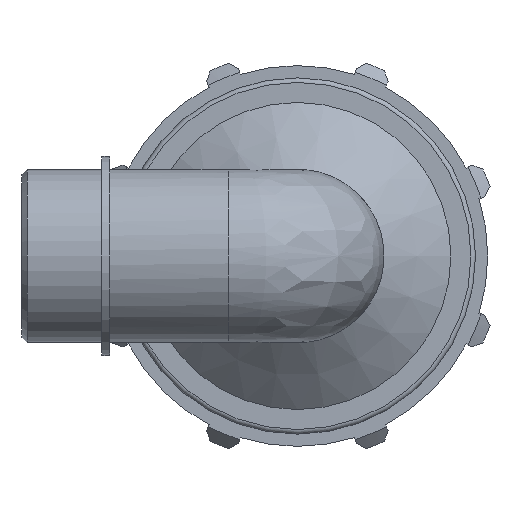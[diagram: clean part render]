
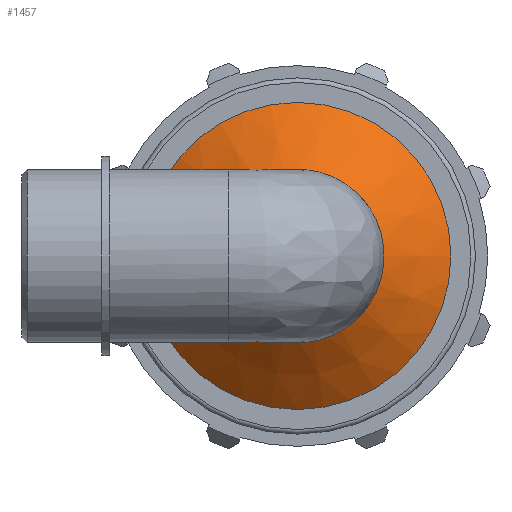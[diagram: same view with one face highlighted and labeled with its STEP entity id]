
A CAD part, left-side view. The second image highlights one B-rep face of the part: STEP entity #1457.
In plain terms, the highlighted conical face has half-angle 50 degrees and reference radius 33.138 mm.
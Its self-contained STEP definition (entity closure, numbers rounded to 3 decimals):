
#279=CONICAL_SURFACE('',#1552,33.138,50.);
#294=B_SPLINE_CURVE_WITH_KNOTS('',3,(#2123,#2124,#2125,#2126,#2127,#2128,
#2129,#2130,#2131,#2132,#2133,#2134,#2135,#2136,#2137,#2138,#2139,#2140,
#2141,#2142,#2143,#2144),.UNSPECIFIED.,.F.,.F.,(4,2,2,2,2,2,2,2,2,2,4),
(9.293,9.421,9.933,10.367,10.584,
10.801,11.018,11.235,11.67,12.181,
12.309),.UNSPECIFIED.);
#297=FACE_BOUND('',#420,.T.);
#331=FACE_OUTER_BOUND('',#419,.T.);
#419=EDGE_LOOP('',(#953,#954));
#420=EDGE_LOOP('',(#955));
#529=CIRCLE('',#1542,23.902);
#535=CIRCLE('',#1553,42.375);
#598=VERTEX_POINT('',#2109);
#599=VERTEX_POINT('',#2110);
#605=VERTEX_POINT('',#2176);
#740=EDGE_CURVE('',#598,#599,#529,.T.);
#746=EDGE_CURVE('',#598,#599,#294,.T.);
#749=EDGE_CURVE('',#605,#605,#535,.T.);
#953=ORIENTED_EDGE('',*,*,#746,.F.);
#954=ORIENTED_EDGE('',*,*,#740,.T.);
#955=ORIENTED_EDGE('',*,*,#749,.F.);
#1457=ADVANCED_FACE('',(#331,#297),#279,.T.);
#1542=AXIS2_PLACEMENT_3D('',#2111,#1701,#1702);
#1552=AXIS2_PLACEMENT_3D('',#2175,#1721,#1722);
#1553=AXIS2_PLACEMENT_3D('',#2177,#1723,#1724);
#1701=DIRECTION('center_axis',(1.,0.,0.));
#1702=DIRECTION('ref_axis',(0.,0.,-1.));
#1721=DIRECTION('center_axis',(1.,0.,0.));
#1722=DIRECTION('ref_axis',(0.,1.,0.));
#1723=DIRECTION('center_axis',(1.,0.,0.));
#1724=DIRECTION('ref_axis',(0.,0.,-1.));
#2109=CARTESIAN_POINT('',(20.339,20.339,12.554));
#2110=CARTESIAN_POINT('',(20.339,20.339,-12.554));
#2111=CARTESIAN_POINT('Origin',(20.339,0.,0.));
#2123=CARTESIAN_POINT('Ctrl Pts',(20.339,20.339,12.554));
#2124=CARTESIAN_POINT('Ctrl Pts',(20.49,20.701,12.31));
#2125=CARTESIAN_POINT('Ctrl Pts',(20.641,21.059,12.055));
#2126=CARTESIAN_POINT('Ctrl Pts',(21.391,22.808,10.732));
#2127=CARTESIAN_POINT('Ctrl Pts',(21.971,24.083,9.509));
#2128=CARTESIAN_POINT('Ctrl Pts',(22.843,25.956,7.13));
#2129=CARTESIAN_POINT('Ctrl Pts',(23.228,26.76,5.817));
#2130=CARTESIAN_POINT('Ctrl Pts',(23.626,27.584,3.688));
#2131=CARTESIAN_POINT('Ctrl Pts',(23.73,27.797,2.951));
#2132=CARTESIAN_POINT('Ctrl Pts',(23.868,28.079,1.469));
#2133=CARTESIAN_POINT('Ctrl Pts',(23.902,28.147,0.724));
#2134=CARTESIAN_POINT('Ctrl Pts',(23.902,28.147,-0.724));
#2135=CARTESIAN_POINT('Ctrl Pts',(23.868,28.079,-1.469));
#2136=CARTESIAN_POINT('Ctrl Pts',(23.73,27.797,-2.951));
#2137=CARTESIAN_POINT('Ctrl Pts',(23.626,27.584,-3.688));
#2138=CARTESIAN_POINT('Ctrl Pts',(23.228,26.76,-5.817));
#2139=CARTESIAN_POINT('Ctrl Pts',(22.843,25.956,-7.13));
#2140=CARTESIAN_POINT('Ctrl Pts',(21.971,24.083,-9.509));
#2141=CARTESIAN_POINT('Ctrl Pts',(21.391,22.808,-10.732));
#2142=CARTESIAN_POINT('Ctrl Pts',(20.641,21.059,-12.055));
#2143=CARTESIAN_POINT('Ctrl Pts',(20.49,20.701,-12.31));
#2144=CARTESIAN_POINT('Ctrl Pts',(20.339,20.339,-12.554));
#2175=CARTESIAN_POINT('Origin',(28.089,0.,0.));
#2176=CARTESIAN_POINT('',(35.84,42.375,0.));
#2177=CARTESIAN_POINT('Origin',(35.84,0.,0.));
